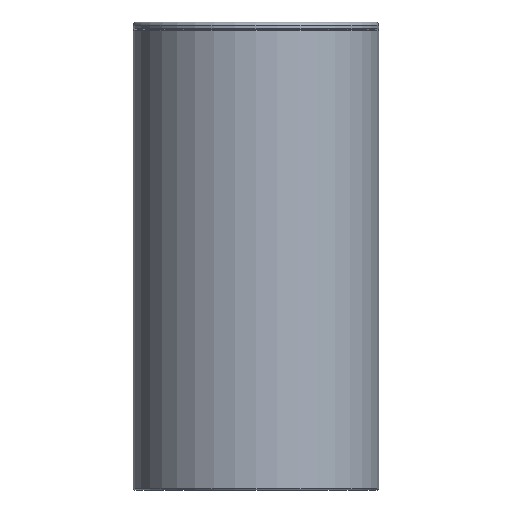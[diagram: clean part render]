
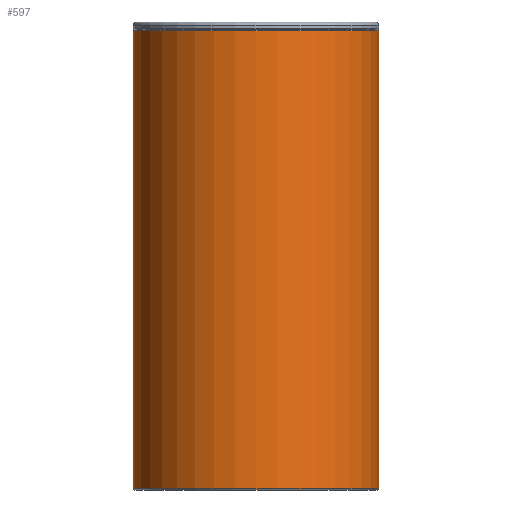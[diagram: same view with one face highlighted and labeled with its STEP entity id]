
A CAD part, front view. The second image highlights one B-rep face of the part: STEP entity #597.
In plain terms, the highlighted cylindrical face has radius 32.5 mm (diameter 65 mm), a full revolution.
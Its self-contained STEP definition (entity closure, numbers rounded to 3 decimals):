
#217=ORIENTED_EDGE('',*,*,#304,.T.);
#218=ORIENTED_EDGE('',*,*,#305,.T.);
#304=EDGE_CURVE('',#360,#360,#394,.F.);
#305=EDGE_CURVE('',#361,#361,#395,.F.);
#360=VERTEX_POINT('',#3157);
#361=VERTEX_POINT('',#3159);
#394=CIRCLE('',#702,32.5);
#395=CIRCLE('',#703,32.5);
#449=EDGE_LOOP('',(#217));
#450=EDGE_LOOP('',(#218));
#524=FACE_BOUND('',#449,.T.);
#525=FACE_BOUND('',#450,.T.);
#565=CYLINDRICAL_SURFACE('',#701,32.5);
#597=ADVANCED_FACE('',(#524,#525),#565,.T.);
#701=AXIS2_PLACEMENT_3D('',#3155,#815,#816);
#702=AXIS2_PLACEMENT_3D('',#3156,#817,#818);
#703=AXIS2_PLACEMENT_3D('',#3158,#819,#820);
#815=DIRECTION('',(0.,-1.,0.));
#816=DIRECTION('',(0.,0.,-1.));
#817=DIRECTION('',(0.,-1.,0.));
#818=DIRECTION('',(1.,0.,0.));
#819=DIRECTION('',(0.,1.,0.));
#820=DIRECTION('',(-1.,0.,0.));
#3155=CARTESIAN_POINT('',(5561.093,-5215.632,62.305));
#3156=CARTESIAN_POINT('',(5561.093,-5276.332,62.305));
#3157=CARTESIAN_POINT('',(5593.593,-5276.332,62.305));
#3158=CARTESIAN_POINT('',(5561.093,-5154.932,62.305));
#3159=CARTESIAN_POINT('',(5528.593,-5154.932,62.305));
